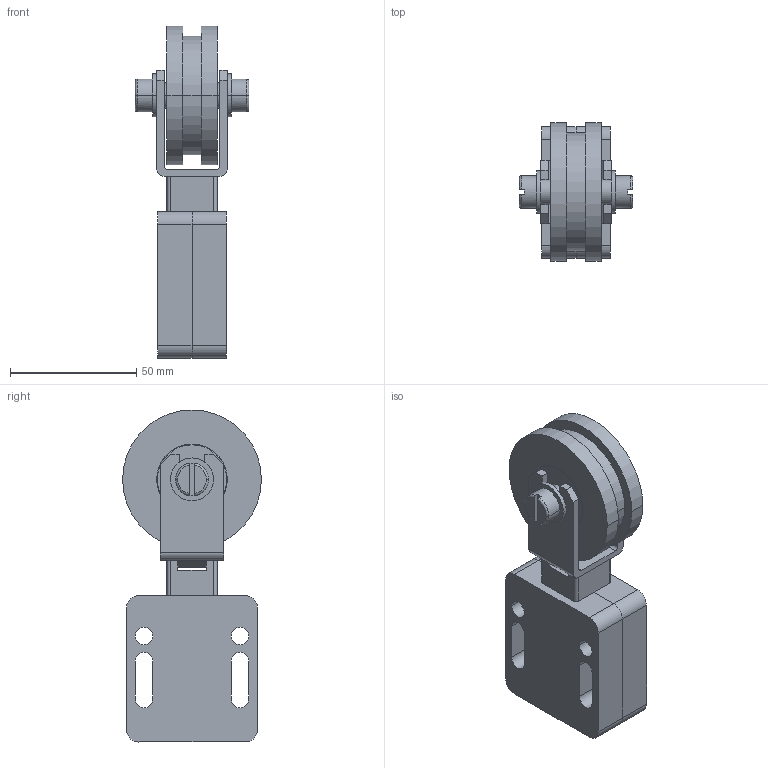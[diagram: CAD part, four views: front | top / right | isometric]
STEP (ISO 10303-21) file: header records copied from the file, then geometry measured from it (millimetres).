
FILE_DESCRIPTION(('STEP AP214'),'1');
FILE_NAME('cctmp_14A2A774-3E1E-4FA9-BF4C-8A63542973FB_2023_7_12_10_54_50_256..stp','2023-07-12T08:54:50',('Murtfeldt Kunststoffe GmbH & Co.KG'),('CADClick - www.CADClick.com'),'Spatial InterOp 3D',' ','unknown authorization');
FILE_SCHEMA(('AUTOMOTIVE_DESIGN'));
Length unit declared in the file: millimetre
Products named in the file (1): 1
Bounding box: 45 x 55 x 131.5 mm (x, y, z)
Volume: 125134.7 mm3; surface area: 45336 mm2
Topology: 6 solids, 14 shells, 482 faces, 1239 edges, 801 vertices
Faces by surface type: plane 235, cylinder 187, torus 44, cone 16
Entity records: 18963 total; most frequent: CARTESIAN_POINT 2824, DIRECTION 2687, ORIENTED_EDGE 2462, EDGE_CURVE 1231, AXIS2_PLACEMENT_3D 976, VERTEX_POINT 801, LINE 735, VECTOR 735
